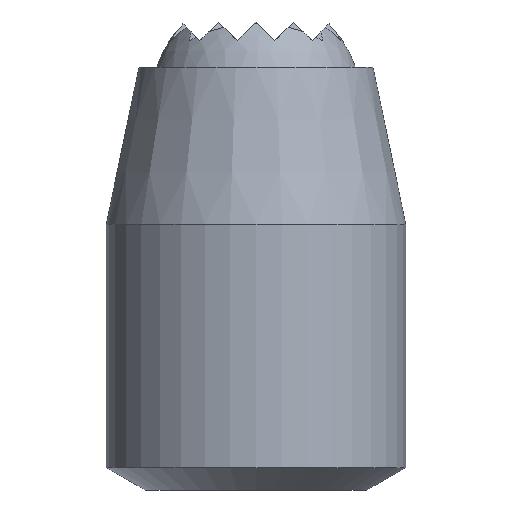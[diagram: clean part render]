
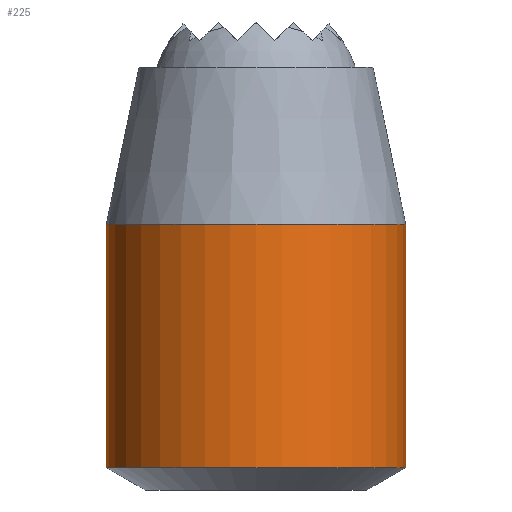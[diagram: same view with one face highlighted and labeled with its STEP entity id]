
A CAD part, front view. The second image highlights one B-rep face of the part: STEP entity #225.
In plain terms, the highlighted cylindrical face has radius 4 mm (diameter 8 mm), a full revolution.
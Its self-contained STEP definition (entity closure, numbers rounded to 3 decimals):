
#225 = ADVANCED_FACE( '', ( #495, #496 ), #497, .T. );
#495 = FACE_OUTER_BOUND( '', #806, .T. );
#496 = FACE_OUTER_BOUND( '', #807, .T. );
#497 = CYLINDRICAL_SURFACE( '', #808, 4. );
#806 = EDGE_LOOP( '', ( #1328 ) );
#807 = EDGE_LOOP( '', ( #1329 ) );
#808 = AXIS2_PLACEMENT_3D( '', #1330, #1331, #1332 );
#1328 = ORIENTED_EDGE( '', *, *, #1820, .T. );
#1329 = ORIENTED_EDGE( '', *, *, #1893, .T. );
#1330 = CARTESIAN_POINT( '', ( 0., 0., 11.297 ) );
#1331 = DIRECTION( '', ( 0., 0., 1. ) );
#1332 = DIRECTION( '', ( -1., 0., 0. ) );
#1820 = EDGE_CURVE( '', #2159, #2159, #2160, .T. );
#1893 = EDGE_CURVE( '', #2253, #2253, #2254, .F. );
#2159 = VERTEX_POINT( '', #2592 );
#2160 = CIRCLE( '', #2593, 4. );
#2253 = VERTEX_POINT( '', #2724 );
#2254 = CIRCLE( '', #2725, 4. );
#2592 = CARTESIAN_POINT( '', ( 4., 0., 0.6 ) );
#2593 = AXIS2_PLACEMENT_3D( '', #2988, #2989, #2990 );
#2724 = CARTESIAN_POINT( '', ( 4., 0., 7.097 ) );
#2725 = AXIS2_PLACEMENT_3D( '', #3062, #3063, #3064 );
#2988 = CARTESIAN_POINT( '', ( 0., 0., 0.6 ) );
#2989 = DIRECTION( '', ( 0., 0., 1. ) );
#2990 = DIRECTION( '', ( 1., 0., 0. ) );
#3062 = CARTESIAN_POINT( '', ( 0., 0., 7.097 ) );
#3063 = DIRECTION( '', ( 0., 0., 1. ) );
#3064 = DIRECTION( '', ( 1., 0., 0. ) );
